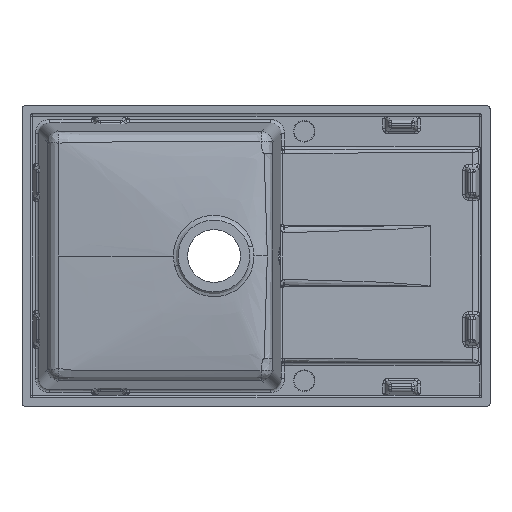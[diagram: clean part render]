
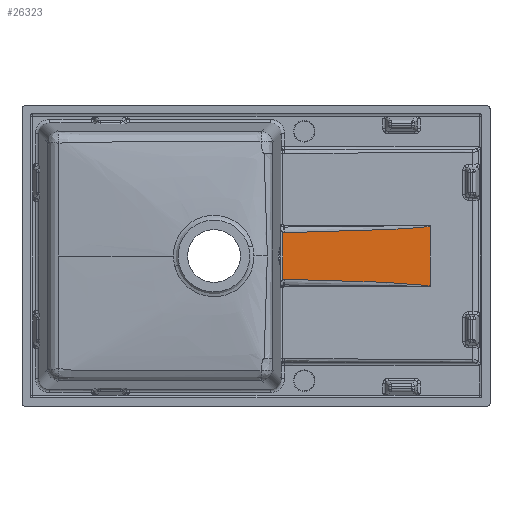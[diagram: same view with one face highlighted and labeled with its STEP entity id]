
A CAD part, front view. The second image highlights one B-rep face of the part: STEP entity #26323.
In plain terms, the highlighted planar face has unit normal (0.035, -0.999, 0).
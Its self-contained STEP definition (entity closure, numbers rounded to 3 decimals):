
#405 = VECTOR ( 'NONE', #12021, 1000. ) ;
#831 = VECTOR ( 'NONE', #31234, 1000. ) ;
#926 = PLANE ( 'NONE',  #27454 ) ;
#2879 = EDGE_CURVE ( 'NONE', #22116, #4657, #23532, .T. ) ;
#4657 = VERTEX_POINT ( 'NONE', #15945 ) ;
#5087 = EDGE_CURVE ( 'NONE', #16911, #17704, #30416, .T. ) ;
#5765 = CARTESIAN_POINT ( 'NONE',  ( 44.555, -22.88, 39.07 ) ) ;
#6013 = CARTESIAN_POINT ( 'NONE',  ( 290.176, -14.303, 50.526 ) ) ;
#6223 = CARTESIAN_POINT ( 'NONE',  ( 45.472, -22.848, 38.905 ) ) ;
#6797 = CARTESIAN_POINT ( 'NONE',  ( 47.329, -22.783, -38.853 ) ) ;
#6946 = EDGE_LOOP ( 'NONE', ( #22188, #23094, #27915, #29884, #11582, #16846 ) ) ;
#6966 = CARTESIAN_POINT ( 'NONE',  ( 46.397, -22.816, -38.833 ) ) ;
#8819 = CARTESIAN_POINT ( 'NONE',  ( 44.555, -22.88, 39.07 ) ) ;
#9583 = B_SPLINE_CURVE_WITH_KNOTS ( 'NONE', 3,
 ( #11484, #13964, #6223, #8819 ),
 .UNSPECIFIED., .F., .F.,
 ( 4, 4 ),
 ( 0., 0.003 ),
 .UNSPECIFIED. ) ;
#9918 = CARTESIAN_POINT ( 'NONE',  ( 202.334, -17.37, -42.191 ) ) ;
#10708 = DIRECTION ( 'NONE',  ( -0.035, 0.999, 0. ) ) ;
#10846 = CARTESIAN_POINT ( 'NONE',  ( 47.329, -22.783, 38.853 ) ) ;
#11484 = CARTESIAN_POINT ( 'NONE',  ( 47.329, -22.783, 38.853 ) ) ;
#11582 = ORIENTED_EDGE ( 'NONE', *, *, #25293, .T. ) ;
#11792 = CARTESIAN_POINT ( 'NONE',  ( 47.329, -22.783, -38.853 ) ) ;
#11903 = VERTEX_POINT ( 'NONE', #6797 ) ;
#12021 = DIRECTION ( 'NONE',  ( 0., 0., -1. ) ) ;
#12804 = B_SPLINE_CURVE_WITH_KNOTS ( 'NONE', 3,
 ( #21496, #31377, #6966, #11792 ),
 .UNSPECIFIED., .F., .F.,
 ( 4, 4 ),
 ( 0., 0.003 ),
 .UNSPECIFIED. ) ;
#12931 = EDGE_CURVE ( 'NONE', #4657, #11903, #12804, .T. ) ;
#12986 = DIRECTION ( 'NONE',  ( -0.999, -0.035, 0. ) ) ;
#13964 = CARTESIAN_POINT ( 'NONE',  ( 46.397, -22.816, 38.833 ) ) ;
#14027 = CARTESIAN_POINT ( 'NONE',  ( 44.555, -22.88, -52.743 ) ) ;
#15462 = CARTESIAN_POINT ( 'NONE',  ( 284.537, -14.5, 40. ) ) ;
#15945 = CARTESIAN_POINT ( 'NONE',  ( 44.555, -22.88, -39.07 ) ) ;
#16572 = EDGE_CURVE ( 'NONE', #11903, #17704, #17621, .T. ) ;
#16806 = CARTESIAN_POINT ( 'NONE',  ( 290.176, -14.303, -170. ) ) ;
#16822 =( BOUNDED_CURVE ( )  B_SPLINE_CURVE ( 3, ( #18187, #18288, #30351, #10846 ),
 .UNSPECIFIED., .F., .F. ) 
 B_SPLINE_CURVE_WITH_KNOTS ( ( 4, 4 ),
 ( 3.157, 3.823 ),
 .UNSPECIFIED. ) 
 CURVE ( )  GEOMETRIC_REPRESENTATION_ITEM ( )  RATIONAL_B_SPLINE_CURVE ( ( 1., 0.963, 0.963, 1. ) ) 
 REPRESENTATION_ITEM ( '' )  );
#16846 = ORIENTED_EDGE ( 'NONE', *, *, #2879, .T. ) ;
#16911 = VERTEX_POINT ( 'NONE', #6013 ) ;
#17621 =( BOUNDED_CURVE ( )  B_SPLINE_CURVE ( 3, ( #26836, #9918, #29606, #27157 ),
 .UNSPECIFIED., .F., .T. ) 
 B_SPLINE_CURVE_WITH_KNOTS ( ( 4, 4 ),
 ( 2.46, 3.126 ),
 .UNSPECIFIED. ) 
 CURVE ( )  GEOMETRIC_REPRESENTATION_ITEM ( )  RATIONAL_B_SPLINE_CURVE ( ( 1., 0.963, 0.963, 1. ) ) 
 REPRESENTATION_ITEM ( '' )  );
#17704 = VERTEX_POINT ( 'NONE', #21614 ) ;
#18187 = CARTESIAN_POINT ( 'NONE',  ( 290.176, -14.303, 50.526 ) ) ;
#18288 = CARTESIAN_POINT ( 'NONE',  ( 286.36, -14.436, 46.23 ) ) ;
#19224 = VERTEX_POINT ( 'NONE', #21085 ) ;
#21085 = CARTESIAN_POINT ( 'NONE',  ( 47.329, -22.783, 38.853 ) ) ;
#21496 = CARTESIAN_POINT ( 'NONE',  ( 44.555, -22.88, -39.07 ) ) ;
#21614 = CARTESIAN_POINT ( 'NONE',  ( 290.176, -14.303, -50.526 ) ) ;
#22116 = VERTEX_POINT ( 'NONE', #5765 ) ;
#22164 = FACE_OUTER_BOUND ( 'NONE', #6946, .T. ) ;
#22188 = ORIENTED_EDGE ( 'NONE', *, *, #12931, .T. ) ;
#23094 = ORIENTED_EDGE ( 'NONE', *, *, #16572, .T. ) ;
#23532 = LINE ( 'NONE', #14027, #831 ) ;
#24144 = EDGE_CURVE ( 'NONE', #16911, #19224, #16822, .T. ) ;
#25293 = EDGE_CURVE ( 'NONE', #19224, #22116, #9583, .T. ) ;
#26323 = ADVANCED_FACE ( 'NONE', ( #22164 ), #926, .F. ) ;
#26836 = CARTESIAN_POINT ( 'NONE',  ( 47.329, -22.783, -38.853 ) ) ;
#27157 = CARTESIAN_POINT ( 'NONE',  ( 290.176, -14.303, -50.526 ) ) ;
#27454 = AXIS2_PLACEMENT_3D ( 'NONE', #15462, #10708, #12986 ) ;
#27915 = ORIENTED_EDGE ( 'NONE', *, *, #5087, .F. ) ;
#29606 = CARTESIAN_POINT ( 'NONE',  ( 286.36, -14.436, -46.23 ) ) ;
#29884 = ORIENTED_EDGE ( 'NONE', *, *, #24144, .T. ) ;
#30351 = CARTESIAN_POINT ( 'NONE',  ( 202.334, -17.37, 42.191 ) ) ;
#30416 = LINE ( 'NONE', #16806, #405 ) ;
#31234 = DIRECTION ( 'NONE',  ( 0., 0., -1. ) ) ;
#31377 = CARTESIAN_POINT ( 'NONE',  ( 45.472, -22.848, -38.905 ) ) ;
